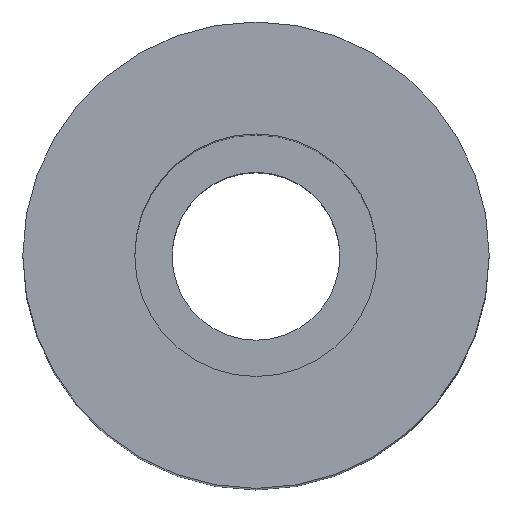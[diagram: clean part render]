
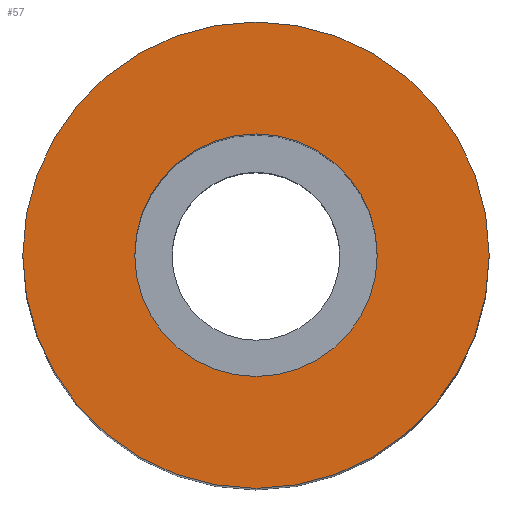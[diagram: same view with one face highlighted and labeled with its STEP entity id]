
A CAD part, top view. The second image highlights one B-rep face of the part: STEP entity #57.
In plain terms, the highlighted planar face has unit normal (0, 0, 1).
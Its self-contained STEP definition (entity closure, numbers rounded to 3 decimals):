
#2 = FACE_OUTER_BOUND ( 'NONE', #231, .T. ) ;
#8 = DIRECTION ( 'NONE',  ( 0., 0., 1. ) ) ;
#12 = DIRECTION ( 'NONE',  ( 1., 0., 0. ) ) ;
#24 = CARTESIAN_POINT ( 'NONE',  ( 0., 0., 100. ) ) ;
#25 = AXIS2_PLACEMENT_3D ( 'NONE', #56, #8, #12 ) ;
#32 = ORIENTED_EDGE ( 'NONE', *, *, #64, .T. ) ;
#37 = AXIS2_PLACEMENT_3D ( 'NONE', #176, #195, #314 ) ;
#41 = DIRECTION ( 'NONE',  ( 0., 0., 1. ) ) ;
#49 = DIRECTION ( 'NONE',  ( 0., 0., 1. ) ) ;
#52 = ORIENTED_EDGE ( 'NONE', *, *, #175, .F. ) ;
#56 = CARTESIAN_POINT ( 'NONE',  ( 0., 0., 100. ) ) ;
#57 = ADVANCED_FACE ( 'NONE', ( #300, #2 ), #202, .F. ) ;
#64 = EDGE_CURVE ( 'NONE', #143, #265, #235, .T. ) ;
#70 = CARTESIAN_POINT ( 'NONE',  ( -13., 0., 100. ) ) ;
#77 = CARTESIAN_POINT ( 'NONE',  ( 25., 0., 100. ) ) ;
#102 = AXIS2_PLACEMENT_3D ( 'NONE', #24, #49, #153 ) ;
#109 = DIRECTION ( 'NONE',  ( 0., 0., -1. ) ) ;
#115 = ORIENTED_EDGE ( 'NONE', *, *, #227, .F. ) ;
#124 = CARTESIAN_POINT ( 'NONE',  ( 13., 0., 100. ) ) ;
#143 = VERTEX_POINT ( 'NONE', #213 ) ;
#148 = CIRCLE ( 'NONE', #166, 25. ) ;
#153 = DIRECTION ( 'NONE',  ( 1., 0., 0. ) ) ;
#157 = DIRECTION ( 'NONE',  ( -1., 0., 0. ) ) ;
#166 = AXIS2_PLACEMENT_3D ( 'NONE', #251, #41, #220 ) ;
#167 = EDGE_LOOP ( 'NONE', ( #115, #52 ) ) ;
#168 = ORIENTED_EDGE ( 'NONE', *, *, #253, .T. ) ;
#175 = EDGE_CURVE ( 'NONE', #289, #246, #270, .T. ) ;
#176 = CARTESIAN_POINT ( 'NONE',  ( 0., 0., 100. ) ) ;
#180 = CIRCLE ( 'NONE', #37, 13. ) ;
#195 = DIRECTION ( 'NONE',  ( 0., 0., 1. ) ) ;
#202 = PLANE ( 'NONE',  #206 ) ;
#206 = AXIS2_PLACEMENT_3D ( 'NONE', #77, #109, #157 ) ;
#213 = CARTESIAN_POINT ( 'NONE',  ( -25., 0., 100. ) ) ;
#220 = DIRECTION ( 'NONE',  ( 1., 0., 0. ) ) ;
#227 = EDGE_CURVE ( 'NONE', #246, #289, #180, .T. ) ;
#231 = EDGE_LOOP ( 'NONE', ( #168, #32 ) ) ;
#235 = CIRCLE ( 'NONE', #102, 25. ) ;
#246 = VERTEX_POINT ( 'NONE', #124 ) ;
#247 = CARTESIAN_POINT ( 'NONE',  ( 25., 0., 100. ) ) ;
#251 = CARTESIAN_POINT ( 'NONE',  ( 0., 0., 100. ) ) ;
#253 = EDGE_CURVE ( 'NONE', #265, #143, #148, .T. ) ;
#265 = VERTEX_POINT ( 'NONE', #247 ) ;
#270 = CIRCLE ( 'NONE', #25, 13. ) ;
#289 = VERTEX_POINT ( 'NONE', #70 ) ;
#300 = FACE_BOUND ( 'NONE', #167, .T. ) ;
#314 = DIRECTION ( 'NONE',  ( 1., 0., 0. ) ) ;
